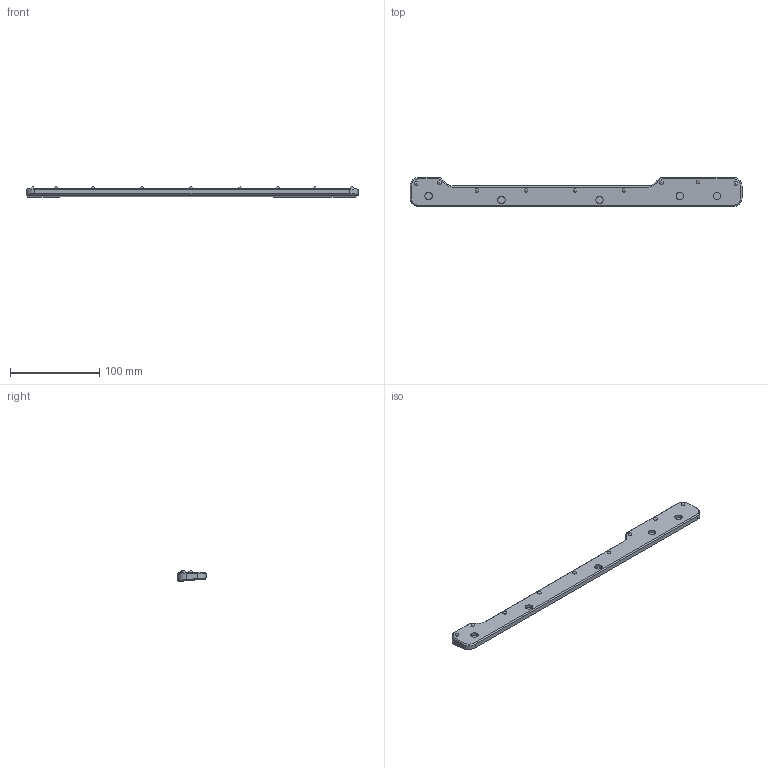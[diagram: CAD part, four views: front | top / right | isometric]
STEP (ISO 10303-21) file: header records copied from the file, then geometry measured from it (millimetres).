
FILE_DESCRIPTION(('HOOPS Exchange Step'),'2;1');
FILE_NAME('temp_export','2024-09-14T11:31:31-04:00',('jscotto'),('Shapr3D Limited'),'HOOPS Exchange 2024.2','Shapr3D','Authorized');
FILE_SCHEMA( ('AP242_MANAGED_MODEL_BASED_3D_ENGINEERING_MIM_LF {1 0 10303 442 1 1 4 }') );
Length unit declared in the file: millimetre
Products named in the file (1): Angle (5°)
Bounding box: 371.35 x 32.52 x 12.14 mm (x, y, z)
Volume: 81280.1 mm3; surface area: 25652.2 mm2
Topology: 1 solids, 1 shells, 63 faces, 140 edges, 84 vertices
Faces by surface type: plane 25, cylinder 13, sphere 9, bspline 8, cone 8
Full cylindrical faces by diameter (mm): 8.25 x5
Entity records: 1981 total; most frequent: CARTESIAN_POINT 616, DIRECTION 271, ORIENTED_EDGE 262, EDGE_CURVE 131, AXIS2_PLACEMENT_3D 101, VERTEX_POINT 84, EDGE_LOOP 77, FACE_BOUND 77
